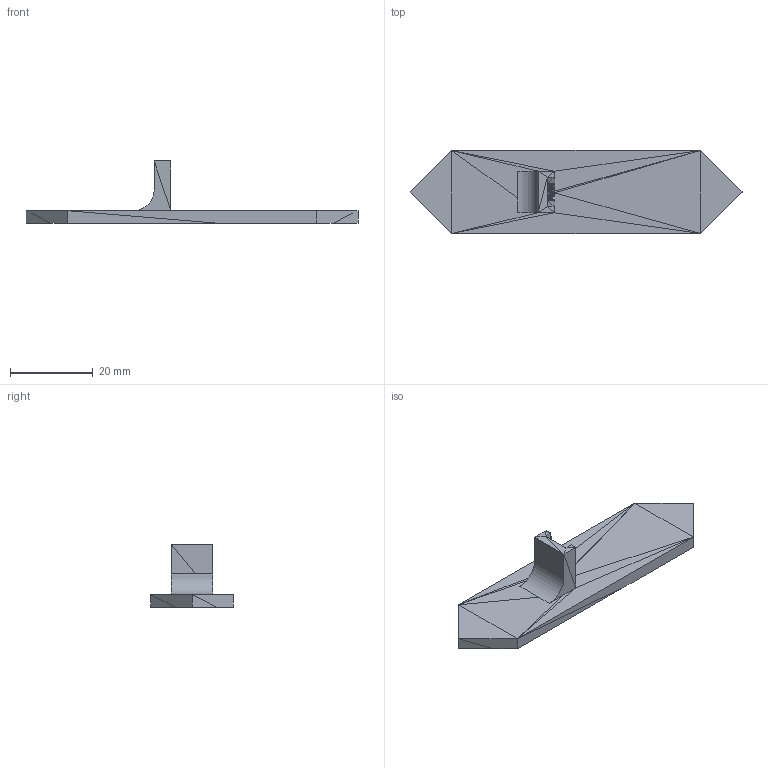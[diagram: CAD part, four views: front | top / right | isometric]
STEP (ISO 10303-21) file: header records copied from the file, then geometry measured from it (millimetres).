
FILE_DESCRIPTION (( 'STEP AP203' ), '1' );
FILE_NAME ('7 Segment Display Piece.STEP', '2023-02-20T11:48:29', ( '' ), ( '' ), 'SwSTEP 2.0', 'SolidWorks 2022', '' );
FILE_SCHEMA (( 'CONFIG_CONTROL_DESIGN' ));
Length unit declared in the file: millimetre
Products named in the file (1): 7 Segment Display Piece
Bounding box: 80 x 20 x 15 mm (x, y, z)
Volume: 4619.6 mm3; surface area: 3690.4 mm2
Topology: 1 solids, 1 shells, 118 faces, 190 edges, 74 vertices
Faces by surface type: plane 117, cylinder 1
Entity records: 2509 total; most frequent: DIRECTION 430, CARTESIAN_POINT 383, ORIENTED_EDGE 380, EDGE_CURVE 190, VECTOR 188, LINE 188, AXIS2_PLACEMENT_3D 121, FACE_OUTER_BOUND 118
